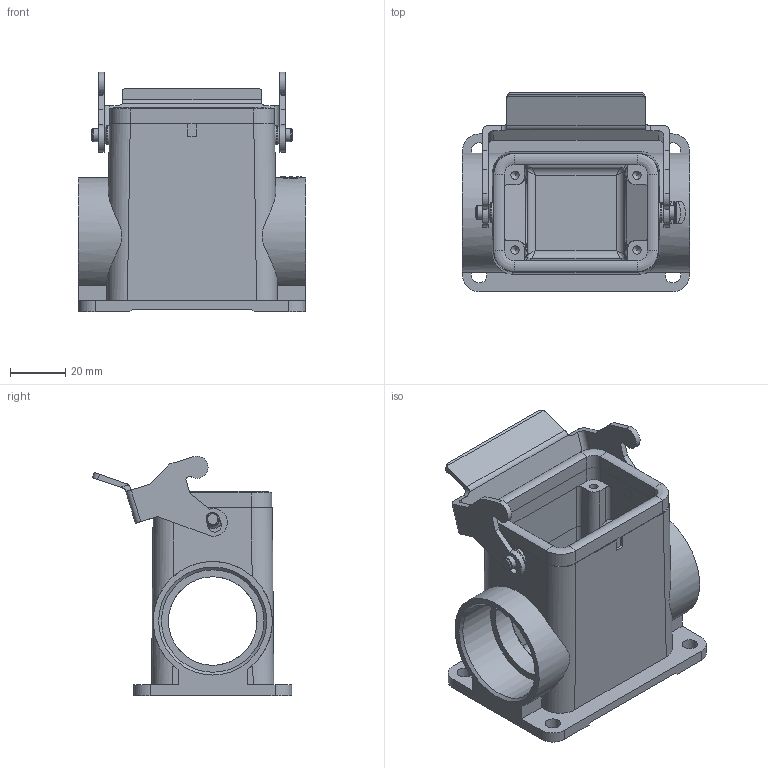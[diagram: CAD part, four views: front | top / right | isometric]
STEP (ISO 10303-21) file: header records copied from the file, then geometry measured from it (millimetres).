
FILE_DESCRIPTION((''),'2;1');
FILE_NAME('04300060293.stp','2020-07-07T15:25:09',('e.eickhoff'),(''),'Autodesk Inventor 2012','Autodesk Inventor 2012','');
FILE_SCHEMA(('AUTOMOTIVE_DESIGN { 1 0 10303 214 1 1 1 1 }'));
Length unit declared in the file: millimetre
Products named in the file (3): 04300060293; Metallbügel 1
Assembly tree (2 placements, depth 2):
  04300060293
    04300060293
    Metallbügel 1
Bounding box: 82 x 71.96 x 86.53 mm (x, y, z)
Volume: 89697.6 mm3; surface area: 44212.9 mm2
Topology: 2 solids, 2 shells, 315 faces, 1554 edges, 1980 vertices
Faces by surface type: plane 174, cylinder 109, cone 12, torus 10, bspline 6, sphere 4
Full cylindrical faces by diameter (mm): 0.88 x1, 1.04 x1, 3 x4, 4 x2, 4.8 x2, 5.6 x4, 7 x2, 32 x2, 37 x2
Entity records: 17051 total; most frequent: CARTESIAN_POINT 4915, DIRECTION 2227, ORIENTED_EDGE 1546, AXIS2_PLACEMENT_3D 818, EDGE_CURVE 773, DIMENSIONAL_EXPONENTS 726, PLANE_ANGLE_MEASURE_WITH_UNIT 726, UNCERTAINTY_MEASURE_WITH_UNIT 726
